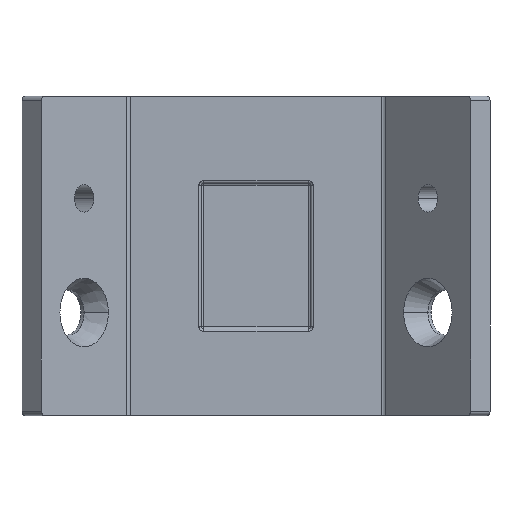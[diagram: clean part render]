
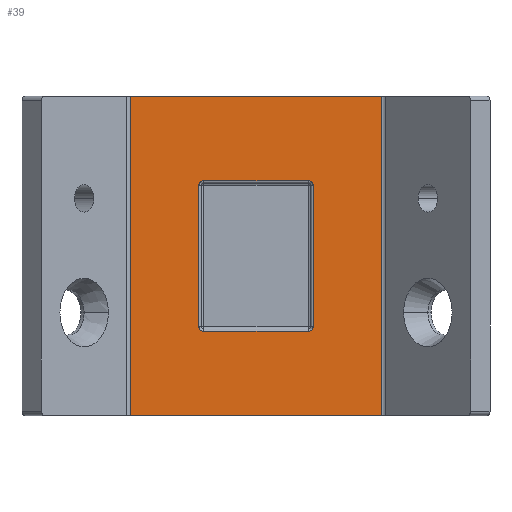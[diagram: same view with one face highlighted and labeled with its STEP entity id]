
A CAD part, top view. The second image highlights one B-rep face of the part: STEP entity #39.
In plain terms, the highlighted planar face has unit normal (0, 0, 1).
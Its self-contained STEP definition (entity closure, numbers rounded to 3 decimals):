
#22=FACE_BOUND('',#205,.T.);
#39=ADVANCED_FACE('',(#119,#22),#1267,.T.);
#119=FACE_OUTER_BOUND('',#204,.T.);
#204=EDGE_LOOP('',(#345,#346,#347,#348));
#205=EDGE_LOOP('',(#349,#350,#351,#352,#353,#354,#355,#356));
#345=ORIENTED_EDGE('',*,*,#671,.T.);
#346=ORIENTED_EDGE('',*,*,#672,.T.);
#347=ORIENTED_EDGE('',*,*,#673,.F.);
#348=ORIENTED_EDGE('',*,*,#669,.F.);
#349=ORIENTED_EDGE('',*,*,#709,.T.);
#350=ORIENTED_EDGE('',*,*,#757,.T.);
#351=ORIENTED_EDGE('',*,*,#712,.T.);
#352=ORIENTED_EDGE('',*,*,#760,.T.);
#353=ORIENTED_EDGE('',*,*,#710,.T.);
#354=ORIENTED_EDGE('',*,*,#753,.F.);
#355=ORIENTED_EDGE('',*,*,#711,.T.);
#356=ORIENTED_EDGE('',*,*,#755,.T.);
#669=EDGE_CURVE('',#1100,#1101,#832,.T.);
#671=EDGE_CURVE('',#1100,#1102,#1035,.T.);
#672=EDGE_CURVE('',#1102,#1103,#1036,.T.);
#673=EDGE_CURVE('',#1101,#1103,#1037,.T.);
#709=EDGE_CURVE('',#1116,#1117,#1054,.T.);
#710=EDGE_CURVE('',#1118,#1119,#1055,.T.);
#711=EDGE_CURVE('',#1120,#1123,#1056,.T.);
#712=EDGE_CURVE('',#1122,#1121,#1057,.T.);
#753=EDGE_CURVE('',#1120,#1119,#841,.T.);
#755=EDGE_CURVE('',#1123,#1116,#843,.T.);
#757=EDGE_CURVE('',#1117,#1122,#845,.T.);
#760=EDGE_CURVE('',#1121,#1118,#847,.T.);
#832=(
BOUNDED_CURVE()
B_SPLINE_CURVE(1,(#2267,#2268),.UNSPECIFIED.,.F.,.F.)
B_SPLINE_CURVE_WITH_KNOTS((2,2),(0.,35.),.UNSPECIFIED.)
CURVE()
GEOMETRIC_REPRESENTATION_ITEM()
RATIONAL_B_SPLINE_CURVE((1.,1.))
REPRESENTATION_ITEM('')
);
#841=(
BOUNDED_CURVE()
B_SPLINE_CURVE(3,(#2474,#2475,#2476,#2477,#2478),.UNSPECIFIED.,.F.,.F.)
B_SPLINE_CURVE_WITH_KNOTS((4,1,4),(0.,0.393,0.785),
 .UNSPECIFIED.)
CURVE()
GEOMETRIC_REPRESENTATION_ITEM()
RATIONAL_B_SPLINE_CURVE((1.,1.,1.,1.,1.))
REPRESENTATION_ITEM('')
);
#843=(
BOUNDED_CURVE()
B_SPLINE_CURVE(3,(#2484,#2485,#2486,#2487,#2488),.UNSPECIFIED.,.F.,.F.)
B_SPLINE_CURVE_WITH_KNOTS((4,1,4),(0.,0.393,0.785),
 .UNSPECIFIED.)
CURVE()
GEOMETRIC_REPRESENTATION_ITEM()
RATIONAL_B_SPLINE_CURVE((1.,1.,1.,1.,1.))
REPRESENTATION_ITEM('')
);
#845=(
BOUNDED_CURVE()
B_SPLINE_CURVE(3,(#2494,#2495,#2496,#2497,#2498),.UNSPECIFIED.,.F.,.F.)
B_SPLINE_CURVE_WITH_KNOTS((4,1,4),(0.,0.393,0.785),
 .UNSPECIFIED.)
CURVE()
GEOMETRIC_REPRESENTATION_ITEM()
RATIONAL_B_SPLINE_CURVE((1.,1.,1.,1.,1.))
REPRESENTATION_ITEM('')
);
#847=(
BOUNDED_CURVE()
B_SPLINE_CURVE(3,(#2507,#2508,#2509,#2510,#2511),.UNSPECIFIED.,.F.,.F.)
B_SPLINE_CURVE_WITH_KNOTS((4,1,4),(0.,0.393,0.785),
 .UNSPECIFIED.)
CURVE()
GEOMETRIC_REPRESENTATION_ITEM()
RATIONAL_B_SPLINE_CURVE((1.,1.,1.,1.,
1.))
REPRESENTATION_ITEM('')
);
#1035=B_SPLINE_CURVE_WITH_KNOTS('',1,(#2272,#2273),.UNSPECIFIED.,.F.,.F.,
(2,2),(129.623,157.209),.UNSPECIFIED.);
#1036=B_SPLINE_CURVE_WITH_KNOTS('',1,(#2274,#2275),.UNSPECIFIED.,.F.,.F.,
(2,2),(0.,35.),.UNSPECIFIED.);
#1037=B_SPLINE_CURVE_WITH_KNOTS('',1,(#2276,#2277),.UNSPECIFIED.,.F.,.F.,
(2,2),(129.623,157.209),.UNSPECIFIED.);
#1054=B_SPLINE_CURVE_WITH_KNOTS('',1,(#2364,#2365),.UNSPECIFIED.,.F.,.F.,
(2,2),(0.25,11.75),.UNSPECIFIED.);
#1055=B_SPLINE_CURVE_WITH_KNOTS('',1,(#2366,#2367),.UNSPECIFIED.,.F.,.F.,
(2,2),(0.25,11.75),.UNSPECIFIED.);
#1056=B_SPLINE_CURVE_WITH_KNOTS('',1,(#2368,#2369),.UNSPECIFIED.,.F.,.F.,
(2,2),(0.25,15.75),.UNSPECIFIED.);
#1057=B_SPLINE_CURVE_WITH_KNOTS('',1,(#2370,#2371),.UNSPECIFIED.,.F.,.F.,
(2,2),(0.25,15.75),.UNSPECIFIED.);
#1100=VERTEX_POINT('',#2116);
#1101=VERTEX_POINT('',#2117);
#1102=VERTEX_POINT('',#2118);
#1103=VERTEX_POINT('',#2119);
#1116=VERTEX_POINT('',#2132);
#1117=VERTEX_POINT('',#2133);
#1118=VERTEX_POINT('',#2134);
#1119=VERTEX_POINT('',#2135);
#1120=VERTEX_POINT('',#2136);
#1121=VERTEX_POINT('',#2137);
#1122=VERTEX_POINT('',#2138);
#1123=VERTEX_POINT('',#2139);
#1267=PLANE('',#1378);
#1378=AXIS2_PLACEMENT_3D('',#1738,#1519,$);
#1519=DIRECTION('',(0.,0.,1.));
#1738=CARTESIAN_POINT('',(-6.993,-0.336,7.211));
#2116=CARTESIAN_POINT('',(-6.993,-0.336,7.211));
#2117=CARTESIAN_POINT('',(-6.993,34.664,7.211));
#2118=CARTESIAN_POINT('',(20.593,-0.336,7.211));
#2119=CARTESIAN_POINT('',(20.593,34.664,7.211));
#2132=CARTESIAN_POINT('',(1.05,25.414,7.211));
#2133=CARTESIAN_POINT('',(12.55,25.414,7.211));
#2134=CARTESIAN_POINT('',(12.55,8.914,7.211));
#2135=CARTESIAN_POINT('',(1.05,8.914,7.211));
#2136=CARTESIAN_POINT('',(0.55,9.414,7.211));
#2137=CARTESIAN_POINT('',(13.05,9.414,7.211));
#2138=CARTESIAN_POINT('',(13.05,24.914,7.211));
#2139=CARTESIAN_POINT('',(0.55,24.914,7.211));
#2267=CARTESIAN_POINT('',(-6.993,-0.336,7.211));
#2268=CARTESIAN_POINT('',(-6.993,34.664,7.211));
#2272=CARTESIAN_POINT('',(-6.993,-0.336,7.211));
#2273=CARTESIAN_POINT('',(20.593,-0.336,7.211));
#2274=CARTESIAN_POINT('',(20.593,-0.336,7.211));
#2275=CARTESIAN_POINT('',(20.593,34.664,7.211));
#2276=CARTESIAN_POINT('',(-6.993,34.664,7.211));
#2277=CARTESIAN_POINT('',(20.593,34.664,7.211));
#2364=CARTESIAN_POINT('',(1.05,25.414,7.211));
#2365=CARTESIAN_POINT('',(12.55,25.414,7.211));
#2366=CARTESIAN_POINT('',(12.55,8.914,7.211));
#2367=CARTESIAN_POINT('',(1.05,8.914,7.211));
#2368=CARTESIAN_POINT('',(0.55,9.414,7.211));
#2369=CARTESIAN_POINT('',(0.55,24.914,7.211));
#2370=CARTESIAN_POINT('',(13.05,24.914,7.211));
#2371=CARTESIAN_POINT('',(13.05,9.414,7.211));
#2474=CARTESIAN_POINT('',(0.55,9.414,7.211));
#2475=CARTESIAN_POINT('',(0.549,9.283,7.211));
#2476=CARTESIAN_POINT('',(0.659,9.023,7.211));
#2477=CARTESIAN_POINT('',(0.919,8.913,7.211));
#2478=CARTESIAN_POINT('',(1.05,8.914,7.211));
#2484=CARTESIAN_POINT('',(0.55,24.914,7.211));
#2485=CARTESIAN_POINT('',(0.549,25.045,7.211));
#2486=CARTESIAN_POINT('',(0.659,25.305,7.211));
#2487=CARTESIAN_POINT('',(0.919,25.415,7.211));
#2488=CARTESIAN_POINT('',(1.05,25.414,7.211));
#2494=CARTESIAN_POINT('',(12.55,25.414,7.211));
#2495=CARTESIAN_POINT('',(12.681,25.415,7.211));
#2496=CARTESIAN_POINT('',(12.941,25.305,7.211));
#2497=CARTESIAN_POINT('',(13.051,25.045,7.211));
#2498=CARTESIAN_POINT('',(13.05,24.914,7.211));
#2507=CARTESIAN_POINT('',(13.05,9.414,7.211));
#2508=CARTESIAN_POINT('',(13.051,9.283,7.211));
#2509=CARTESIAN_POINT('',(12.941,9.023,7.211));
#2510=CARTESIAN_POINT('',(12.681,8.913,7.211));
#2511=CARTESIAN_POINT('',(12.55,8.914,7.211));
